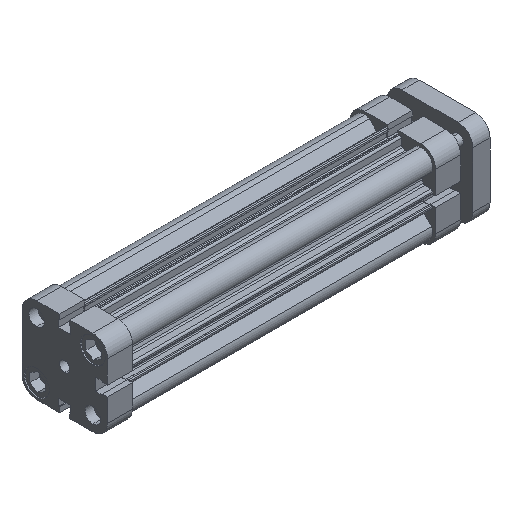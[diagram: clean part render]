
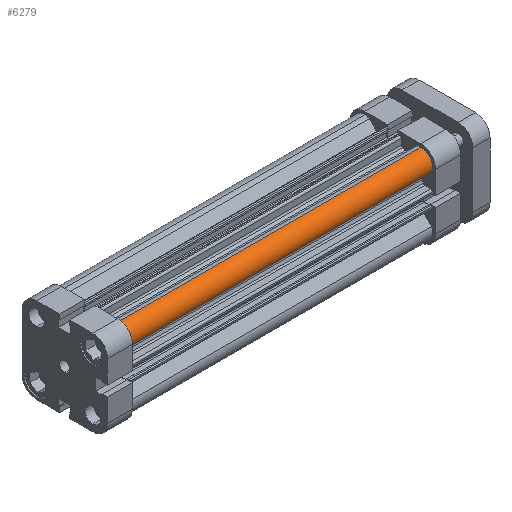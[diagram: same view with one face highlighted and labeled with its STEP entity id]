
A CAD part, isometric view. The second image highlights one B-rep face of the part: STEP entity #6279.
In plain terms, the highlighted cylindrical face has radius 6.75 mm (diameter 13.5 mm), a partial arc.
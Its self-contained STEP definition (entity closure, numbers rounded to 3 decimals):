
#756 = DIRECTION ( 'NONE',  ( -1., 0., 0. ) ) ;
#757 = DIRECTION ( 'NONE',  ( 0., 0., -1. ) ) ;
#758 = CARTESIAN_POINT ( 'NONE',  ( -16.25, -16.25, 175.5 ) ) ;
#1628 = FACE_OUTER_BOUND ( 'NONE', #4977, .T. ) ;
#1631 = CYLINDRICAL_SURFACE ( 'NONE', #2458, 6.75 ) ;
#2181 = CIRCLE ( 'NONE', #2685, 6.75 ) ;
#2194 = LINE ( 'NONE', #3468, #2196 ) ;
#2195 = CIRCLE ( 'NONE', #2689, 6.75 ) ;
#2196 = VECTOR ( 'NONE', #3486, 1000. ) ;
#2198 = LINE ( 'NONE', #3488, #2199 ) ;
#2199 = VECTOR ( 'NONE', #3489, 1000. ) ;
#2458 = AXIS2_PLACEMENT_3D ( 'NONE', #758, #757, #756 ) ;
#2685 = AXIS2_PLACEMENT_3D ( 'NONE', #3444, #3445, #3446 ) ;
#2689 = AXIS2_PLACEMENT_3D ( 'NONE', #3471, #3479, #3480 ) ;
#3444 = CARTESIAN_POINT ( 'NONE',  ( -16.25, -16.25, 0. ) ) ;
#3445 = DIRECTION ( 'NONE',  ( 0., 0., 1. ) ) ;
#3446 = DIRECTION ( 'NONE',  ( -1., 0., 0. ) ) ;
#3468 = CARTESIAN_POINT ( 'NONE',  ( -23., -16.25, 175.5 ) ) ;
#3471 = CARTESIAN_POINT ( 'NONE',  ( -16.25, -16.25, 175.5 ) ) ;
#3479 = DIRECTION ( 'NONE',  ( 0., 0., 1. ) ) ;
#3480 = DIRECTION ( 'NONE',  ( -1., 0., 0. ) ) ;
#3486 = DIRECTION ( 'NONE',  ( 0., 0., -1. ) ) ;
#3488 = CARTESIAN_POINT ( 'NONE',  ( -13.633, -22.472, 175.5 ) ) ;
#3489 = DIRECTION ( 'NONE',  ( 0., 0., -1. ) ) ;
#3575 = CARTESIAN_POINT ( 'NONE',  ( -13.633, -22.472, 0. ) ) ;
#3581 = CARTESIAN_POINT ( 'NONE',  ( -13.633, -22.472, 175.5 ) ) ;
#3593 = CARTESIAN_POINT ( 'NONE',  ( -23., -16.25, 0. ) ) ;
#3604 = CARTESIAN_POINT ( 'NONE',  ( -23., -16.25, 175.5 ) ) ;
#4977 = EDGE_LOOP ( 'NONE', ( #7575, #7574, #7573, #7572 ) ) ;
#5581 = VERTEX_POINT ( 'NONE', #3604 ) ;
#5584 = VERTEX_POINT ( 'NONE', #3593 ) ;
#5587 = VERTEX_POINT ( 'NONE', #3581 ) ;
#5589 = VERTEX_POINT ( 'NONE', #3575 ) ;
#6279 = ADVANCED_FACE ( 'NONE', ( #1628 ), #1631, .T. ) ;
#6614 = EDGE_CURVE ( 'NONE', #5584, #5589, #2181, .T. ) ;
#6622 = EDGE_CURVE ( 'NONE', #5581, #5587, #2195, .T. ) ;
#6624 = EDGE_CURVE ( 'NONE', #5581, #5584, #2194, .T. ) ;
#6625 = EDGE_CURVE ( 'NONE', #5587, #5589, #2198, .T. ) ;
#7572 = ORIENTED_EDGE ( 'NONE', *, *, #6625, .F. ) ;
#7573 = ORIENTED_EDGE ( 'NONE', *, *, #6614, .T. ) ;
#7574 = ORIENTED_EDGE ( 'NONE', *, *, #6624, .T. ) ;
#7575 = ORIENTED_EDGE ( 'NONE', *, *, #6622, .F. ) ;
